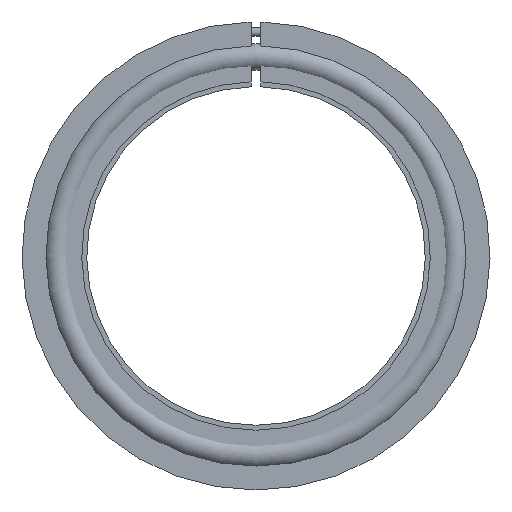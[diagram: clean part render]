
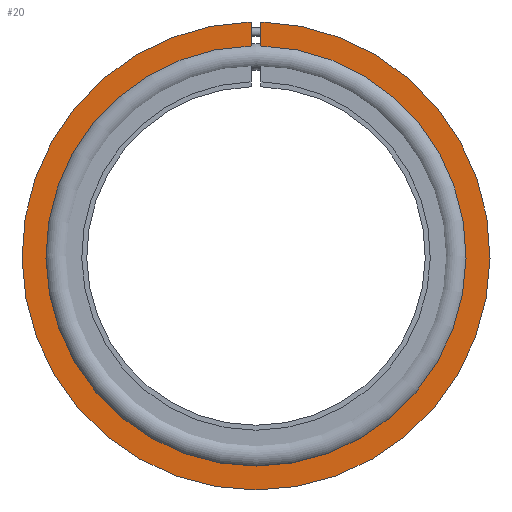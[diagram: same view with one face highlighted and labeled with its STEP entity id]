
A CAD part, left-side view. The second image highlights one B-rep face of the part: STEP entity #20.
In plain terms, the highlighted planar face has unit normal (-1, 0, 0).
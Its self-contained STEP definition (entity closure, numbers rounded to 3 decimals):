
#11 = CARTESIAN_POINT ( 'NONE',  ( 2.05, -1., 46.989 ) ) ;
#20 = ADVANCED_FACE ( 'NONE', ( #318 ), #887, .T. ) ;
#88 = CIRCLE ( 'NONE', #986, 47. ) ;
#114 = CARTESIAN_POINT ( 'NONE',  ( 2.05, 0., 0. ) ) ;
#134 = DIRECTION ( 'NONE',  ( 0., 0., -1. ) ) ;
#140 = CARTESIAN_POINT ( 'NONE',  ( 2.05, 0., 0. ) ) ;
#161 = EDGE_LOOP ( 'NONE', ( #407, #503, #832, #451 ) ) ;
#284 = DIRECTION ( 'NONE',  ( 0., 0., 1. ) ) ;
#288 = VECTOR ( 'NONE', #284, 1000. ) ;
#294 = EDGE_CURVE ( 'NONE', #834, #517, #88, .T. ) ;
#313 = DIRECTION ( 'NONE',  ( 0., 0., 1. ) ) ;
#318 = FACE_OUTER_BOUND ( 'NONE', #161, .T. ) ;
#347 = DIRECTION ( 'NONE',  ( 0., 0., -1. ) ) ;
#349 = DIRECTION ( 'NONE',  ( 0., 0., -1. ) ) ;
#356 = VECTOR ( 'NONE', #347, 1000. ) ;
#381 = DIRECTION ( 'NONE',  ( 1., 0., 0. ) ) ;
#407 = ORIENTED_EDGE ( 'NONE', *, *, #754, .F. ) ;
#416 = EDGE_CURVE ( 'NONE', #871, #662, #774, .T. ) ;
#427 = CARTESIAN_POINT ( 'NONE',  ( 2.05, 1., 0. ) ) ;
#435 = DIRECTION ( 'NONE',  ( 1., 0., 0. ) ) ;
#451 = ORIENTED_EDGE ( 'NONE', *, *, #416, .T. ) ;
#503 = ORIENTED_EDGE ( 'NONE', *, *, #294, .F. ) ;
#517 = VERTEX_POINT ( 'NONE', #886 ) ;
#548 = DIRECTION ( 'NONE',  ( -1., 0., 0. ) ) ;
#613 = CARTESIAN_POINT ( 'NONE',  ( 2.05, -1., 0. ) ) ;
#634 = CARTESIAN_POINT ( 'NONE',  ( 2.05, 47., 0. ) ) ;
#662 = VERTEX_POINT ( 'NONE', #901 ) ;
#754 = EDGE_CURVE ( 'NONE', #517, #662, #813, .T. ) ;
#774 = CIRCLE ( 'NONE', #1034, 42.194 ) ;
#813 = LINE ( 'NONE', #427, #356 ) ;
#832 = ORIENTED_EDGE ( 'NONE', *, *, #863, .F. ) ;
#834 = VERTEX_POINT ( 'NONE', #11 ) ;
#863 = EDGE_CURVE ( 'NONE', #871, #834, #951, .T. ) ;
#867 = CARTESIAN_POINT ( 'NONE',  ( 2.05, -1., 42.182 ) ) ;
#871 = VERTEX_POINT ( 'NONE', #867 ) ;
#886 = CARTESIAN_POINT ( 'NONE',  ( 2.05, 1., 46.989 ) ) ;
#887 = PLANE ( 'NONE',  #977 ) ;
#901 = CARTESIAN_POINT ( 'NONE',  ( 2.05, 1., 42.182 ) ) ;
#951 = LINE ( 'NONE', #613, #288 ) ;
#977 = AXIS2_PLACEMENT_3D ( 'NONE', #634, #548, #313 ) ;
#986 = AXIS2_PLACEMENT_3D ( 'NONE', #114, #435, #349 ) ;
#1034 = AXIS2_PLACEMENT_3D ( 'NONE', #140, #381, #134 ) ;
